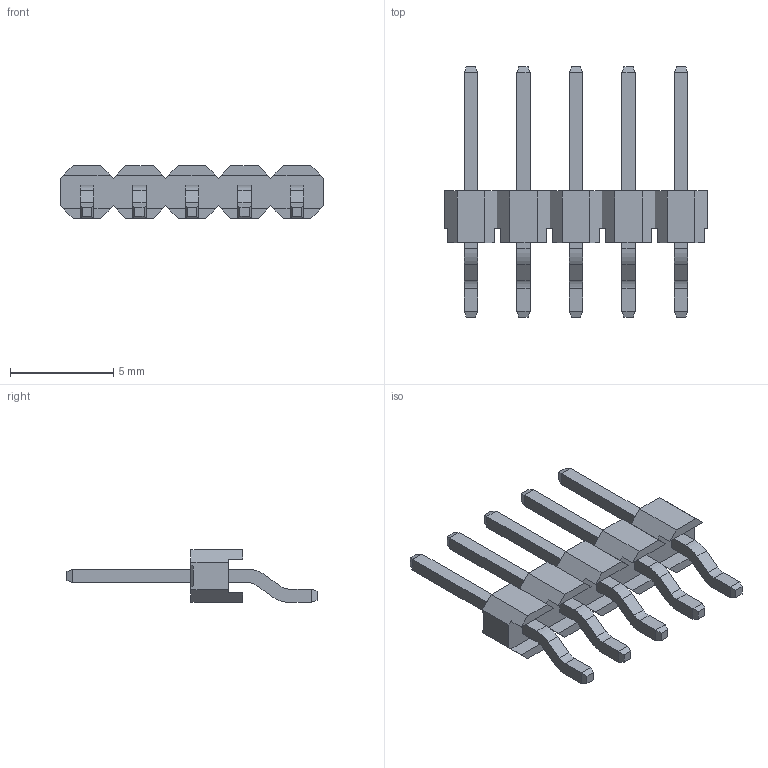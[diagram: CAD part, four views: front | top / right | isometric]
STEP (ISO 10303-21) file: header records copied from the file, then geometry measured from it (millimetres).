
FILE_DESCRIPTION(('STEP AP214'), '1');
FILE_NAME('DS1025 (PLS-T CONNFLY)', '2019-06-30T13:24:29', ('Che'), (''), 'ASCON STEP Converter 1.3', 'ASCON Math Kernel', '');
FILE_SCHEMA(('AUTOMOTIVE_DESIGN { 1 0 10303 214 3 1 1}'));
Length unit declared in the file: millimetre
Bounding box: 12.7 x 12.1 x 2.54 mm (x, y, z)
Volume: 78.4 mm3; surface area: 283.5 mm2
Topology: 1 solids, 1 shells, 212 faces, 548 edges, 352 vertices
Faces by surface type: plane 192, cylinder 20
Entity records: 8052 total; most frequent: CARTESIAN_POINT 1113, ORIENTED_EDGE 1096, DIRECTION 1014, EDGE_CURVE 548, LINE 508, VECTOR 508, VERTEX_POINT 352, AXIS2_PLACEMENT_3D 253
